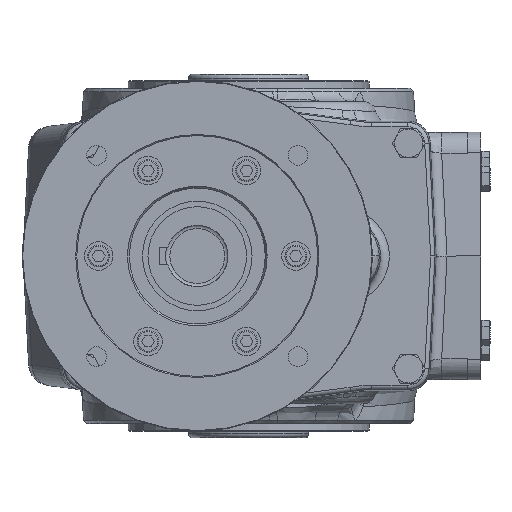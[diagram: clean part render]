
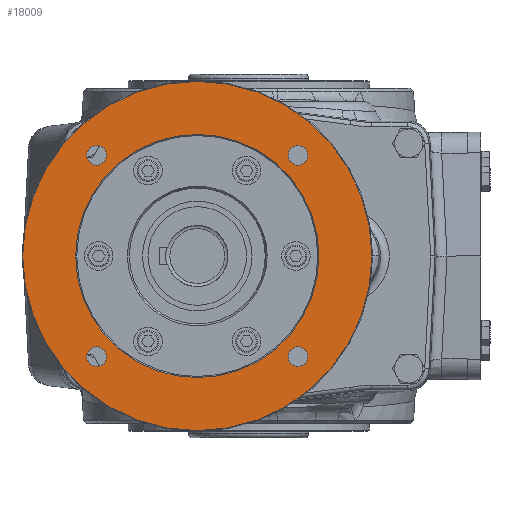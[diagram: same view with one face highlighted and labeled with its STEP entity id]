
A CAD part, left-side view. The second image highlights one B-rep face of the part: STEP entity #18009.
In plain terms, the highlighted face is planar.
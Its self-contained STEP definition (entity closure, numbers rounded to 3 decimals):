
#2213=PLANE('',#19437);
#5196=ORIENTED_EDGE('',*,*,#7007,.F.);
#5197=ORIENTED_EDGE('',*,*,#7009,.F.);
#5198=ORIENTED_EDGE('',*,*,#7011,.F.);
#5199=ORIENTED_EDGE('',*,*,#7013,.F.);
#5200=ORIENTED_EDGE('',*,*,#6991,.T.);
#5201=ORIENTED_EDGE('',*,*,#6952,.F.);
#6952=EDGE_CURVE('',#8128,#8128,#8812,.T.);
#6991=EDGE_CURVE('',#8163,#8163,#8843,.T.);
#7007=EDGE_CURVE('',#8179,#8179,#8859,.T.);
#7009=EDGE_CURVE('',#8181,#8181,#8861,.T.);
#7011=EDGE_CURVE('',#8183,#8183,#8863,.T.);
#7013=EDGE_CURVE('',#8185,#8185,#8865,.T.);
#8128=VERTEX_POINT('',#29369);
#8163=VERTEX_POINT('',#29464);
#8179=VERTEX_POINT('',#29504);
#8181=VERTEX_POINT('',#29509);
#8183=VERTEX_POINT('',#29514);
#8185=VERTEX_POINT('',#29519);
#8812=CIRCLE('',#19341,79.7);
#8843=CIRCLE('',#19393,55.5);
#8859=CIRCLE('',#19417,4.5);
#8861=CIRCLE('',#19420,4.5);
#8863=CIRCLE('',#19423,4.5);
#8865=CIRCLE('',#19426,4.5);
#9924=EDGE_LOOP('',(#5196));
#9925=EDGE_LOOP('',(#5197));
#9926=EDGE_LOOP('',(#5198));
#9927=EDGE_LOOP('',(#5199));
#9928=EDGE_LOOP('',(#5200));
#9929=EDGE_LOOP('',(#5201));
#11115=FACE_BOUND('',#9924,.T.);
#11116=FACE_BOUND('',#9925,.T.);
#11117=FACE_BOUND('',#9926,.T.);
#11118=FACE_BOUND('',#9927,.T.);
#11119=FACE_BOUND('',#9928,.T.);
#11120=FACE_BOUND('',#9929,.T.);
#18009=ADVANCED_FACE('',(#11115,#11116,#11117,#11118,#11119,#11120),#2213,
 .F.);
#19341=AXIS2_PLACEMENT_3D('',#29368,#22465,#22466);
#19393=AXIS2_PLACEMENT_3D('',#29463,#22577,#22578);
#19417=AXIS2_PLACEMENT_3D('',#29503,#22625,#22626);
#19420=AXIS2_PLACEMENT_3D('',#29508,#22631,#22632);
#19423=AXIS2_PLACEMENT_3D('',#29513,#22637,#22638);
#19426=AXIS2_PLACEMENT_3D('',#29518,#22643,#22644);
#19437=AXIS2_PLACEMENT_3D('',#29531,#22665,#22666);
#22465=DIRECTION('',(0.,1.,0.));
#22466=DIRECTION('',(0.,0.,1.));
#22577=DIRECTION('',(0.,1.,0.));
#22578=DIRECTION('',(0.,0.,1.));
#22625=DIRECTION('',(0.,-1.,0.));
#22626=DIRECTION('',(1.,0.,0.));
#22631=DIRECTION('',(0.,-1.,0.));
#22632=DIRECTION('',(1.,0.,0.));
#22637=DIRECTION('',(0.,-1.,0.));
#22638=DIRECTION('',(1.,0.,0.));
#22643=DIRECTION('',(0.,-1.,0.));
#22644=DIRECTION('',(1.,0.,0.));
#22665=DIRECTION('',(0.,1.,0.));
#22666=DIRECTION('',(0.,0.,1.));
#29368=CARTESIAN_POINT('',(0.,0.,0.));
#29369=CARTESIAN_POINT('',(0.,0.,79.7));
#29463=CARTESIAN_POINT('',(0.,0.,0.));
#29464=CARTESIAN_POINT('',(0.,0.,55.5));
#29503=CARTESIAN_POINT('',(45.962,0.,45.962));
#29504=CARTESIAN_POINT('',(50.462,0.,45.962));
#29508=CARTESIAN_POINT('',(-45.962,0.,45.962));
#29509=CARTESIAN_POINT('',(-41.462,0.,45.962));
#29513=CARTESIAN_POINT('',(-45.962,0.,-45.962));
#29514=CARTESIAN_POINT('',(-41.462,0.,-45.962));
#29518=CARTESIAN_POINT('',(45.962,0.,-45.962));
#29519=CARTESIAN_POINT('',(50.462,0.,-45.962));
#29531=CARTESIAN_POINT('',(0.,0.,0.));
